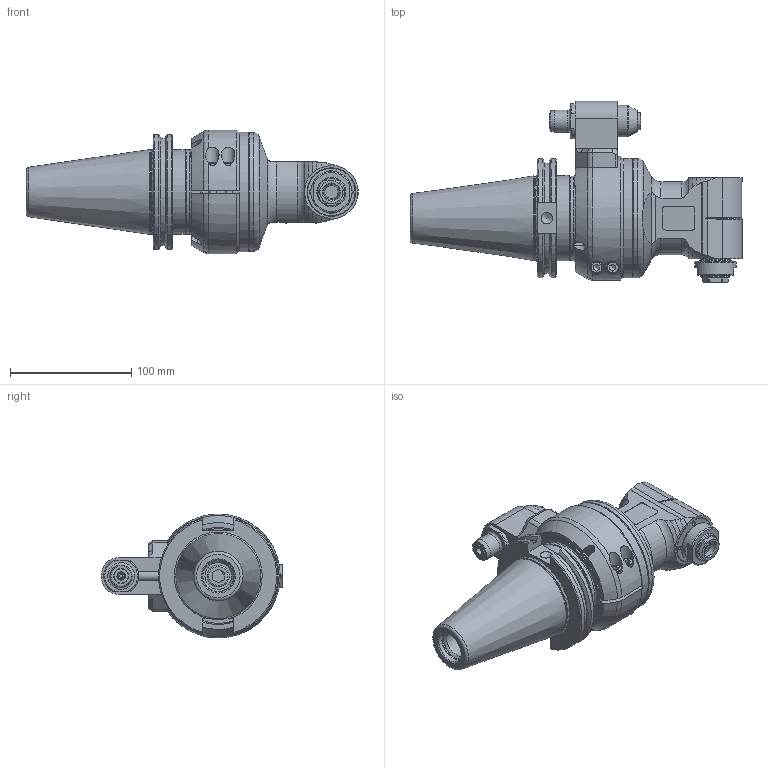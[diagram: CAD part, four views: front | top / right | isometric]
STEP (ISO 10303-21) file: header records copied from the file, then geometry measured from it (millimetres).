
FILE_DESCRIPTION(/* description */ (''),/* implementation_level */ '2;1');
FILE_NAME(/* name */ '9.F90.10000-4C50.stp',/* time_stamp */ '2024-11-15T09:48:38-05:00',/* author */ ('jkrenzer'),/* organization */ (''),/* preprocessor_version */ 'ST-DEVELOPER v18.1',/* originating_system */ 'Autodesk Inventor 2022',/* authorisation */ '');
FILE_SCHEMA (('AUTOMOTIVE_DESIGN { 1 0 10303 214 3 1 1 }'));
Products named in the file (8): 9.F90.10000-4C50; 9.F90.10000; 9_GA1_458_2_4_C50; 9FL1ATC; 9F18T180_ASM; 9F18T180A; 9F18T180B; 9CT501ATC
Assembly tree (7 placements, depth 4):
  9.F90.10000-4C50
    9.F90.10000
    9_GA1_458_2_4_C50
      9FL1ATC
      9F18T180_ASM
        9F18T180A
        9F18T180B
      9CT501ATC
Bounding box: 273.52 x 149.25 x 101.99 mm (x, y, z)
Volume: 1108274.8 mm3; surface area: 160304 mm2
Topology: 5 solids, 5 shells, 538 faces, 1332 edges, 857 vertices
Faces by surface type: plane 232, cylinder 142, cone 125, torus 31, bspline 6, sphere 2
Full cylindrical faces by diameter (mm): 2.5 x3, 2.6 x2, 3 x2, 3.2 x8, 5 x2, 6 x6, 6.5 x1, 7 x1, 8 x2, 8.5 x20, 9.525 x1, 10 x4, 10.4 x2, 11 x3, 12 x2, 12.5 x1, 13 x1, 14 x1, 16.5 x1, 17.943 x1, 18 x2, 21.963 x1, 23 x1, 24 x1, 24.5 x1, 25 x1, 25.3 x1, 26 x1, 26.187 x1, 26.8 x1
Entity records: 57973 total; most frequent: CARTESIAN_POINT 44699, DIRECTION 2628, ORIENTED_EDGE 2600, EDGE_CURVE 1300, AXIS2_PLACEMENT_3D 1018, VERTEX_POINT 857, EDGE_LOOP 632, LINE 592
